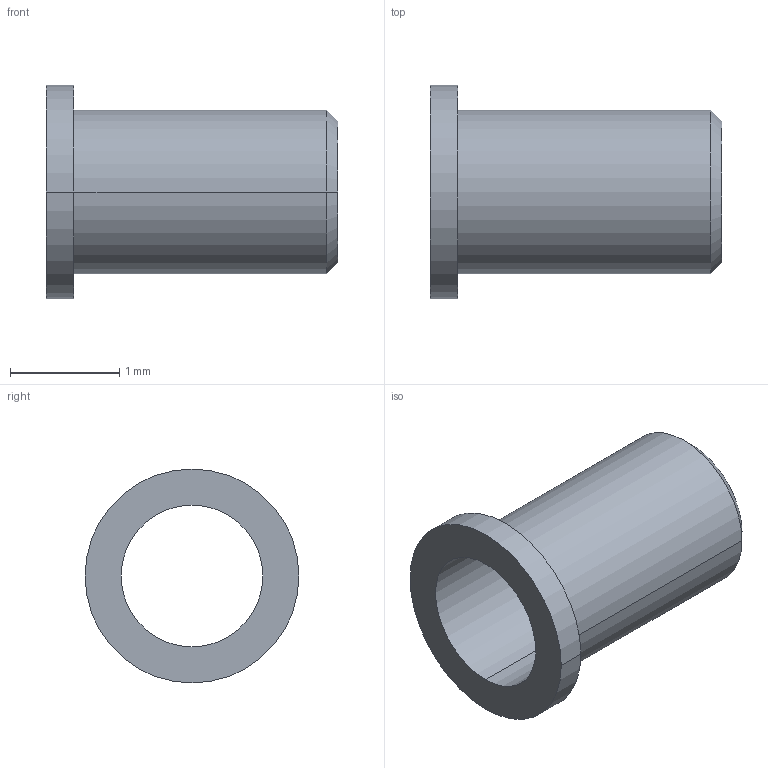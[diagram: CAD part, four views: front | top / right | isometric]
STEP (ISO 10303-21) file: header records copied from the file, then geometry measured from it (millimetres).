
FILE_DESCRIPTION (( 'STEP AP214' ), '1' );
FILE_NAME ('7F9EA8B2-F061-484D-B2E0-383F7383F7B5.STEP', '2022-07-18T12:15:11', ( '' ), ( '' ), 'SwSTEP 2.0', 'SolidWorks 2022', '' );
FILE_SCHEMA (( 'AUTOMOTIVE_DESIGN' ));
Length unit declared in the file: inch
Products named in the file (1): 7F9EA8B2-F061-484D-B2E0-383F7383F7B5
Bounding box: 2.67 x 1.96 x 1.96 mm (x, y, z)
Volume: 1.5 mm3; surface area: 26.9 mm2
Topology: 1 solids, 1 shells, 10 faces, 22 edges, 14 vertices
Faces by surface type: cylinder 6, cone 2, plane 2
Entity records: 328 total; most frequent: DIRECTION 58, CARTESIAN_POINT 47, ORIENTED_EDGE 44, AXIS2_PLACEMENT_3D 25, EDGE_CURVE 22, CIRCLE 14, VERTEX_POINT 14, EDGE_LOOP 12
